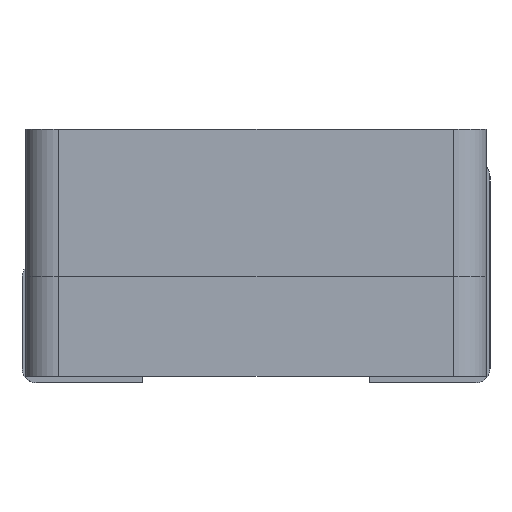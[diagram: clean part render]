
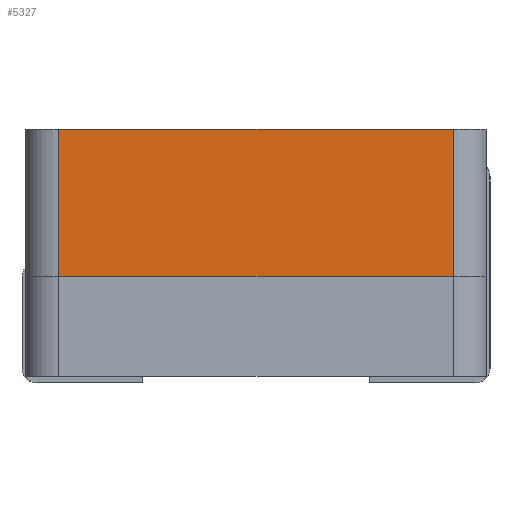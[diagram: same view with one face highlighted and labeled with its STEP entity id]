
A CAD part, front view. The second image highlights one B-rep face of the part: STEP entity #5327.
In plain terms, the highlighted face is planar.
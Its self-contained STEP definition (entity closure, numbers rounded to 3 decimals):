
#970=ORIENTED_EDGE('',*,*,#1900,.T.);
#971=ORIENTED_EDGE('',*,*,#1901,.F.);
#972=ORIENTED_EDGE('',*,*,#1902,.F.);
#973=ORIENTED_EDGE('',*,*,#1903,.T.);
#1900=EDGE_CURVE('',#2373,#2374,#2682,.T.);
#1901=EDGE_CURVE('',#2375,#2374,#2683,.T.);
#1902=EDGE_CURVE('',#2376,#2375,#2684,.T.);
#1903=EDGE_CURVE('',#2376,#2373,#2685,.T.);
#2373=VERTEX_POINT('',#8199);
#2374=VERTEX_POINT('',#8200);
#2375=VERTEX_POINT('',#8202);
#2376=VERTEX_POINT('',#8204);
#2682=LINE('',#8198,#2991);
#2683=LINE('',#8201,#2992);
#2684=LINE('',#8203,#2993);
#2685=LINE('',#8205,#2994);
#2991=VECTOR('',#6099,1000.);
#2992=VECTOR('',#6100,1000.);
#2993=VECTOR('',#6101,1000.);
#2994=VECTOR('',#6102,1000.);
#3288=EDGE_LOOP('',(#970,#971,#972,#973));
#3542=FACE_BOUND('',#3288,.T.);
#3758=PLANE('',#5556);
#5327=ADVANCED_FACE('',(#3542),#3758,.F.);
#5556=AXIS2_PLACEMENT_3D('',#8197,#6097,#6098);
#6097=DIRECTION('',(1.,0.,0.));
#6098=DIRECTION('',(0.,0.,-1.));
#6099=DIRECTION('',(0.,-1.,0.));
#6100=DIRECTION('',(0.,0.,-1.));
#6101=DIRECTION('',(0.,-1.,0.));
#6102=DIRECTION('',(0.,0.,-1.));
#8197=CARTESIAN_POINT('',(-3.45,2.95,2.2));
#8198=CARTESIAN_POINT('',(-3.45,2.95,0.));
#8199=CARTESIAN_POINT('',(-3.45,2.95,0.));
#8200=CARTESIAN_POINT('',(-3.45,-2.95,0.));
#8201=CARTESIAN_POINT('',(-3.45,-2.95,2.2));
#8202=CARTESIAN_POINT('',(-3.45,-2.95,2.2));
#8203=CARTESIAN_POINT('',(-3.45,2.95,2.2));
#8204=CARTESIAN_POINT('',(-3.45,2.95,2.2));
#8205=CARTESIAN_POINT('',(-3.45,2.95,2.2));
